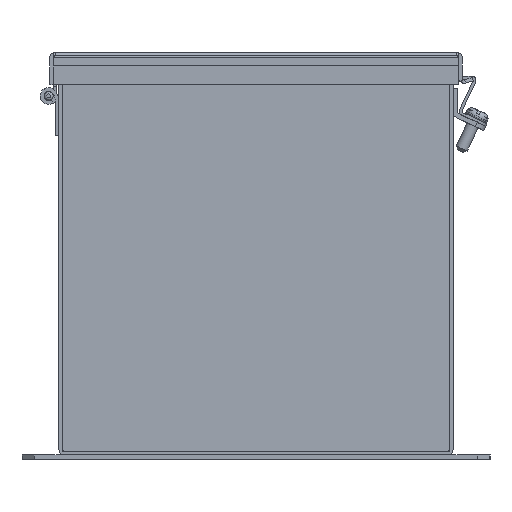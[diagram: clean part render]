
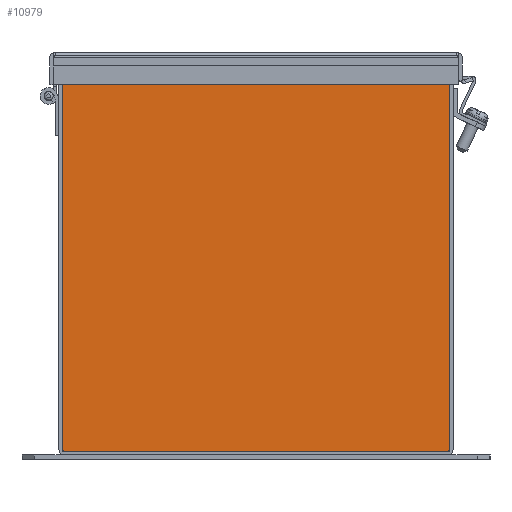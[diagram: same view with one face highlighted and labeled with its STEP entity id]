
A CAD part, left-side view. The second image highlights one B-rep face of the part: STEP entity #10979.
In plain terms, the highlighted planar face has unit normal (-1, 0, 0).
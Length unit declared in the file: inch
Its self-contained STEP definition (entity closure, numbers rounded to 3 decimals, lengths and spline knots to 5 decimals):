
#1649 = VERTEX_POINT ( 'NONE', #5819 ) ;
#1930 = CARTESIAN_POINT ( 'NONE',  ( -18., 3.928, 7.892 ) ) ;
#2303 = CARTESIAN_POINT ( 'NONE',  ( -18., 3.928, 0.072 ) ) ;
#2306 = DIRECTION ( 'NONE',  ( 0., 1., 0. ) ) ;
#3025 = VECTOR ( 'NONE', #12308, 39.37008 ) ;
#3131 = CARTESIAN_POINT ( 'NONE',  ( -18., 3.928, 0.072 ) ) ;
#3174 = VERTEX_POINT ( 'NONE', #1930 ) ;
#3425 = CARTESIAN_POINT ( 'NONE',  ( -18., -3.928, 0.072 ) ) ;
#4413 = ORIENTED_EDGE ( 'NONE', *, *, #15978, .F. ) ;
#5313 = AXIS2_PLACEMENT_3D ( 'NONE', #10521, #9209, #9301 ) ;
#5506 = LINE ( 'NONE', #3425, #14733 ) ;
#5819 = CARTESIAN_POINT ( 'NONE',  ( -18., -3.928, 0.072 ) ) ;
#6072 = VERTEX_POINT ( 'NONE', #12107 ) ;
#6798 = ORIENTED_EDGE ( 'NONE', *, *, #9628, .F. ) ;
#7890 = VECTOR ( 'NONE', #13782, 39.37008 ) ;
#8811 = ORIENTED_EDGE ( 'NONE', *, *, #9998, .F. ) ;
#9209 = DIRECTION ( 'NONE',  ( 1., 0., 0. ) ) ;
#9301 = DIRECTION ( 'NONE',  ( 0., 1., 0. ) ) ;
#9628 = EDGE_CURVE ( 'NONE', #1649, #14168, #13547, .T. ) ;
#9998 = EDGE_CURVE ( 'NONE', #3174, #6072, #11164, .T. ) ;
#10521 = CARTESIAN_POINT ( 'NONE',  ( -18., 3.928, 0.072 ) ) ;
#10959 = EDGE_CURVE ( 'NONE', #6072, #1649, #5506, .T. ) ;
#10979 = ADVANCED_FACE ( 'NONE', ( #15901 ), #14596, .F. ) ;
#11164 = LINE ( 'NONE', #11243, #7890 ) ;
#11243 = CARTESIAN_POINT ( 'NONE',  ( -18., 3.928, 7.892 ) ) ;
#11682 = DIRECTION ( 'NONE',  ( 0., 0., -1. ) ) ;
#12107 = CARTESIAN_POINT ( 'NONE',  ( -18., -3.928, 7.892 ) ) ;
#12308 = DIRECTION ( 'NONE',  ( 0., 0., 1. ) ) ;
#13547 = LINE ( 'NONE', #13795, #14151 ) ;
#13782 = DIRECTION ( 'NONE',  ( 0., -1., 0. ) ) ;
#13795 = CARTESIAN_POINT ( 'NONE',  ( -18., 3.928, 0.072 ) ) ;
#14151 = VECTOR ( 'NONE', #2306, 39.37008 ) ;
#14168 = VERTEX_POINT ( 'NONE', #3131 ) ;
#14562 = ORIENTED_EDGE ( 'NONE', *, *, #10959, .F. ) ;
#14596 = PLANE ( 'NONE',  #5313 ) ;
#14733 = VECTOR ( 'NONE', #11682, 39.37008 ) ;
#15901 = FACE_OUTER_BOUND ( 'NONE', #16167, .T. ) ;
#15978 = EDGE_CURVE ( 'NONE', #14168, #3174, #16006, .T. ) ;
#16006 = LINE ( 'NONE', #2303, #3025 ) ;
#16167 = EDGE_LOOP ( 'NONE', ( #4413, #6798, #14562, #8811 ) ) ;
